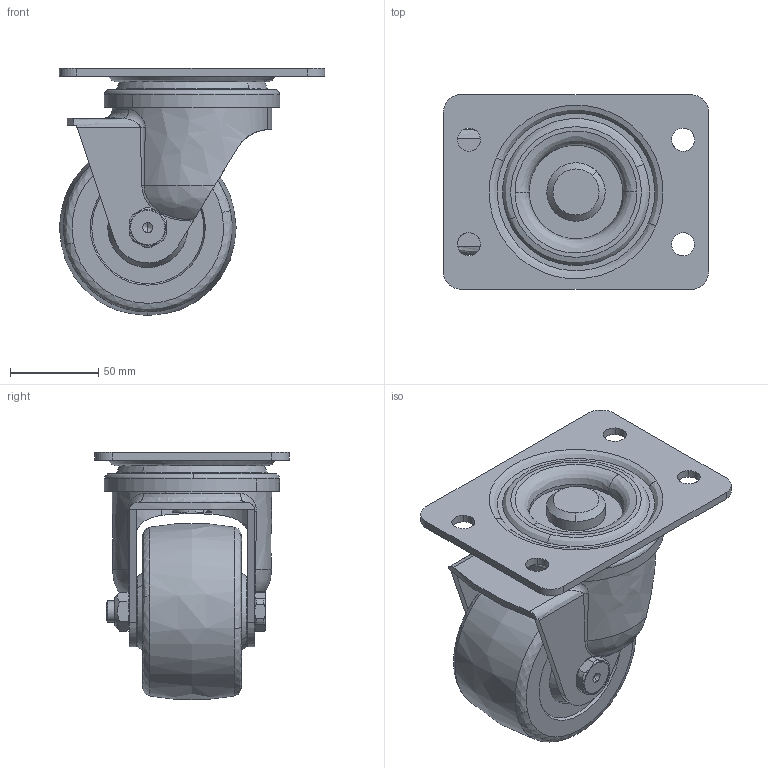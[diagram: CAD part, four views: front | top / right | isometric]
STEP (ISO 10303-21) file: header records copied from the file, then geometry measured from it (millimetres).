
FILE_DESCRIPTION((''),'2;1');
FILE_NAME('','2009-03-18T09:39:22',(''),(''),'','CADfix','');
FILE_SCHEMA(('AUTOMOTIVE_DESIGN { 1 0 10303 214 1 1 1 1 }'));
Length unit declared in the file: millimetre
Bounding box: 150 x 110 x 139.74 mm (x, y, z)
Volume: 681339.6 mm3; surface area: 139181.9 mm2
Topology: 5 solids, 5 shells, 211 faces, 789 edges, 608 vertices
Faces by surface type: bspline 211
Entity records: 16374 total; most frequent: CARTESIAN_POINT 11757, ORIENTED_EDGE 1574, EDGE_CURVE 787, B_SPLINE_CURVE_WITH_KNOTS 617, VERTEX_POINT 608, EDGE_LOOP 251, FACE_OUTER_BOUND 211, ADVANCED_FACE 211
